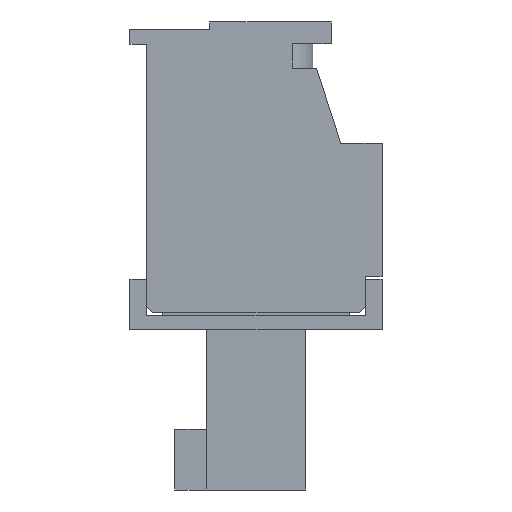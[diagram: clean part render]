
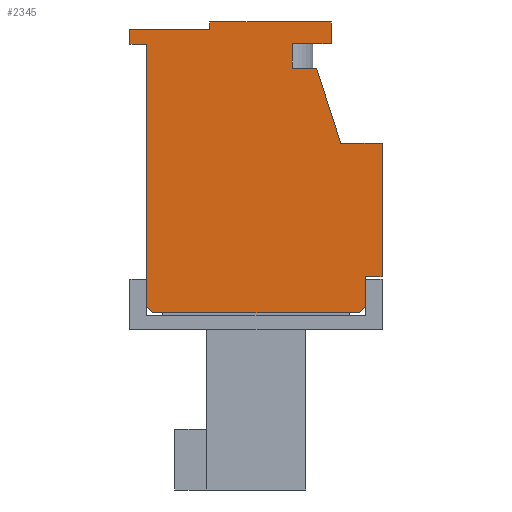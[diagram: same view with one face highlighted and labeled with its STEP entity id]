
A CAD part, left-side view. The second image highlights one B-rep face of the part: STEP entity #2345.
In plain terms, the highlighted planar face has unit normal (-1, 0, 0).
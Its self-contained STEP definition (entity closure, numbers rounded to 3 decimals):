
#2345 = ADVANCED_FACE( '', ( #4766 ), #4767, .T. );
#4766 = FACE_OUTER_BOUND( '', #7318, .T. );
#4767 = PLANE( '', #7319 );
#7318 = EDGE_LOOP( '', ( #13735, #13736, #13737, #13738, #13739, #13740, #13741, #13742, #13743, #13744, #13745, #13746, #13747, #13748, #13749, #13750, #13751, #13752 ) );
#7319 = AXIS2_PLACEMENT_3D( '', #13753, #13754, #13755 );
#13735 = ORIENTED_EDGE( '', *, *, #16313, .T. );
#13736 = ORIENTED_EDGE( '', *, *, #16055, .T. );
#13737 = ORIENTED_EDGE( '', *, *, #18204, .F. );
#13738 = ORIENTED_EDGE( '', *, *, #18146, .T. );
#13739 = ORIENTED_EDGE( '', *, *, #18205, .T. );
#13740 = ORIENTED_EDGE( '', *, *, #17988, .T. );
#13741 = ORIENTED_EDGE( '', *, *, #16233, .T. );
#13742 = ORIENTED_EDGE( '', *, *, #17912, .T. );
#13743 = ORIENTED_EDGE( '', *, *, #16741, .T. );
#13744 = ORIENTED_EDGE( '', *, *, #18206, .T. );
#13745 = ORIENTED_EDGE( '', *, *, #18207, .T. );
#13746 = ORIENTED_EDGE( '', *, *, #18208, .T. );
#13747 = ORIENTED_EDGE( '', *, *, #15750, .T. );
#13748 = ORIENTED_EDGE( '', *, *, #18209, .T. );
#13749 = ORIENTED_EDGE( '', *, *, #16975, .T. );
#13750 = ORIENTED_EDGE( '', *, *, #17658, .T. );
#13751 = ORIENTED_EDGE( '', *, *, #17117, .T. );
#13752 = ORIENTED_EDGE( '', *, *, #18194, .T. );
#13753 = CARTESIAN_POINT( '', ( -12.25, 0., 0. ) );
#13754 = DIRECTION( '', ( -1., 0., 0. ) );
#13755 = DIRECTION( '', ( 0., 0., 1. ) );
#15750 = EDGE_CURVE( '', #18928, #18929, #18930, .T. );
#16055 = EDGE_CURVE( '', #19461, #19459, #19462, .T. );
#16233 = EDGE_CURVE( '', #19728, #19772, #19774, .T. );
#16313 = EDGE_CURVE( '', #19905, #19461, #19906, .T. );
#16741 = EDGE_CURVE( '', #20580, #20581, #20582, .T. );
#16975 = EDGE_CURVE( '', #20944, #20945, #20946, .T. );
#17117 = EDGE_CURVE( '', #21144, #21145, #21146, .T. );
#17658 = EDGE_CURVE( '', #20945, #21144, #21914, .T. );
#17912 = EDGE_CURVE( '', #19772, #20580, #22243, .T. );
#17988 = EDGE_CURVE( '', #22332, #19728, #22334, .T. );
#18146 = EDGE_CURVE( '', #22523, #22524, #22525, .T. );
#18194 = EDGE_CURVE( '', #21145, #19905, #22580, .T. );
#18204 = EDGE_CURVE( '', #22523, #19459, #22591, .T. );
#18205 = EDGE_CURVE( '', #22524, #22332, #22592, .T. );
#18206 = EDGE_CURVE( '', #20581, #22593, #22594, .T. );
#18207 = EDGE_CURVE( '', #22593, #22595, #22596, .T. );
#18208 = EDGE_CURVE( '', #22595, #18928, #22597, .T. );
#18209 = EDGE_CURVE( '', #18929, #20944, #22598, .T. );
#18928 = VERTEX_POINT( '', #23514 );
#18929 = VERTEX_POINT( '', #23515 );
#18930 = LINE( '', #23516, #23517 );
#19459 = VERTEX_POINT( '', #24281 );
#19461 = VERTEX_POINT( '', #24284 );
#19462 = LINE( '', #24285, #24286 );
#19728 = VERTEX_POINT( '', #24701 );
#19772 = VERTEX_POINT( '', #24769 );
#19774 = LINE( '', #24772, #24773 );
#19905 = VERTEX_POINT( '', #24964 );
#19906 = LINE( '', #24965, #24966 );
#20580 = VERTEX_POINT( '', #25993 );
#20581 = VERTEX_POINT( '', #25994 );
#20582 = LINE( '', #25995, #25996 );
#20944 = VERTEX_POINT( '', #26528 );
#20945 = VERTEX_POINT( '', #26529 );
#20946 = LINE( '', #26530, #26531 );
#21144 = VERTEX_POINT( '', #26825 );
#21145 = VERTEX_POINT( '', #26826 );
#21146 = LINE( '', #26827, #26828 );
#21914 = LINE( '', #27990, #27991 );
#22243 = LINE( '', #28488, #28489 );
#22332 = VERTEX_POINT( '', #28627 );
#22334 = LINE( '', #28630, #28631 );
#22523 = VERTEX_POINT( '', #28906 );
#22524 = VERTEX_POINT( '', #28907 );
#22525 = LINE( '', #28908, #28909 );
#22580 = LINE( '', #28992, #28993 );
#22591 = LINE( '', #29009, #29010 );
#22592 = LINE( '', #29011, #29012 );
#22593 = VERTEX_POINT( '', #29013 );
#22594 = LINE( '', #29014, #29015 );
#22595 = VERTEX_POINT( '', #29016 );
#22596 = LINE( '', #29017, #29018 );
#22597 = LINE( '', #29019, #29020 );
#22598 = LINE( '', #29021, #29022 );
#23514 = CARTESIAN_POINT( '', ( -12.25, -3.1, 5.81 ) );
#23515 = CARTESIAN_POINT( '', ( -12.25, -3.1, 6.71 ) );
#23516 = CARTESIAN_POINT( '', ( -12.25, -3.1, 5.81 ) );
#23517 = VECTOR( '', #29676, 1000. );
#24281 = CARTESIAN_POINT( '', ( -12.25, 4.25, -5.29 ) );
#24284 = CARTESIAN_POINT( '', ( -12.25, 4.5, -5.04 ) );
#24285 = CARTESIAN_POINT( '', ( -12.25, 4.77, -4.77 ) );
#24286 = VECTOR( '', #29954, 1000. );
#24701 = CARTESIAN_POINT( '', ( -12.25, -5.2, -3.79 ) );
#24769 = CARTESIAN_POINT( '', ( -12.25, -5.2, 1.71 ) );
#24772 = CARTESIAN_POINT( '', ( -12.25, -5.2, -3.79 ) );
#24773 = VECTOR( '', #30119, 1000. );
#24964 = CARTESIAN_POINT( '', ( -12.25, 4.5, 5.79 ) );
#24965 = CARTESIAN_POINT( '', ( -12.25, 4.5, 5.79 ) );
#24966 = VECTOR( '', #30201, 1000. );
#25993 = CARTESIAN_POINT( '', ( -12.25, -3.5, 1.71 ) );
#25994 = CARTESIAN_POINT( '', ( -12.25, -2.5, 4.81 ) );
#25995 = CARTESIAN_POINT( '', ( -12.25, -3.5, 1.71 ) );
#25996 = VECTOR( '', #30578, 1000. );
#26528 = CARTESIAN_POINT( '', ( -12.25, 1.9, 6.71 ) );
#26529 = CARTESIAN_POINT( '', ( -12.25, 1.9, 6.41 ) );
#26530 = CARTESIAN_POINT( '', ( -12.25, 1.9, 6.71 ) );
#26531 = VECTOR( '', #30785, 1000. );
#26825 = CARTESIAN_POINT( '', ( -12.25, 5.2, 6.41 ) );
#26826 = CARTESIAN_POINT( '', ( -12.25, 5.2, 5.79 ) );
#26827 = CARTESIAN_POINT( '', ( -12.25, 5.2, 6.41 ) );
#26828 = VECTOR( '', #30907, 1000. );
#27990 = CARTESIAN_POINT( '', ( -12.25, 1.9, 6.41 ) );
#27991 = VECTOR( '', #31397, 1000. );
#28488 = CARTESIAN_POINT( '', ( -12.25, -5.2, 1.71 ) );
#28489 = VECTOR( '', #31611, 1000. );
#28627 = CARTESIAN_POINT( '', ( -12.25, -4.5, -3.79 ) );
#28630 = CARTESIAN_POINT( '', ( -12.25, -4.5, -3.79 ) );
#28631 = VECTOR( '', #31672, 1000. );
#28906 = CARTESIAN_POINT( '', ( -12.25, -4.25, -5.29 ) );
#28907 = CARTESIAN_POINT( '', ( -12.25, -4.5, -5.04 ) );
#28908 = CARTESIAN_POINT( '', ( -12.25, -4.77, -4.77 ) );
#28909 = VECTOR( '', #31778, 1000. );
#28992 = CARTESIAN_POINT( '', ( -12.25, 5.2, 5.79 ) );
#28993 = VECTOR( '', #31819, 1000. );
#29009 = CARTESIAN_POINT( '', ( -12.25, 0., -5.29 ) );
#29010 = VECTOR( '', #31825, 1000. );
#29011 = CARTESIAN_POINT( '', ( -12.25, -4.5, -5.79 ) );
#29012 = VECTOR( '', #31826, 1000. );
#29013 = CARTESIAN_POINT( '', ( -12.25, -1.5, 4.81 ) );
#29014 = CARTESIAN_POINT( '', ( -12.25, -1.5, 4.81 ) );
#29015 = VECTOR( '', #31827, 1000. );
#29016 = CARTESIAN_POINT( '', ( -12.25, -1.5, 5.81 ) );
#29017 = CARTESIAN_POINT( '', ( -12.25, -1.5, 4.81 ) );
#29018 = VECTOR( '', #31828, 1000. );
#29019 = CARTESIAN_POINT( '', ( -12.25, -1.5, 5.81 ) );
#29020 = VECTOR( '', #31829, 1000. );
#29021 = CARTESIAN_POINT( '', ( -12.25, -3.1, 6.71 ) );
#29022 = VECTOR( '', #31830, 1000. );
#29676 = DIRECTION( '', ( 0., 0., 1. ) );
#29954 = DIRECTION( '', ( 0., -0.707, -0.707 ) );
#30119 = DIRECTION( '', ( 0., 0., 1. ) );
#30201 = DIRECTION( '', ( 0., 0., -1. ) );
#30578 = DIRECTION( '', ( 0., 0.307, 0.952 ) );
#30785 = DIRECTION( '', ( 0., 0., -1. ) );
#30907 = DIRECTION( '', ( 0., 0., -1. ) );
#31397 = DIRECTION( '', ( 0., 1., 0. ) );
#31611 = DIRECTION( '', ( 0., 1., 0. ) );
#31672 = DIRECTION( '', ( 0., -1., 0. ) );
#31778 = DIRECTION( '', ( 0., -0.707, 0.707 ) );
#31819 = DIRECTION( '', ( 0., -1., 0. ) );
#31825 = DIRECTION( '', ( 0., 1., 0. ) );
#31826 = DIRECTION( '', ( 0., 0., 1. ) );
#31827 = DIRECTION( '', ( 0., 1., 0. ) );
#31828 = DIRECTION( '', ( 0., 0., 1. ) );
#31829 = DIRECTION( '', ( 0., -1., 0. ) );
#31830 = DIRECTION( '', ( 0., 1., 0. ) );
